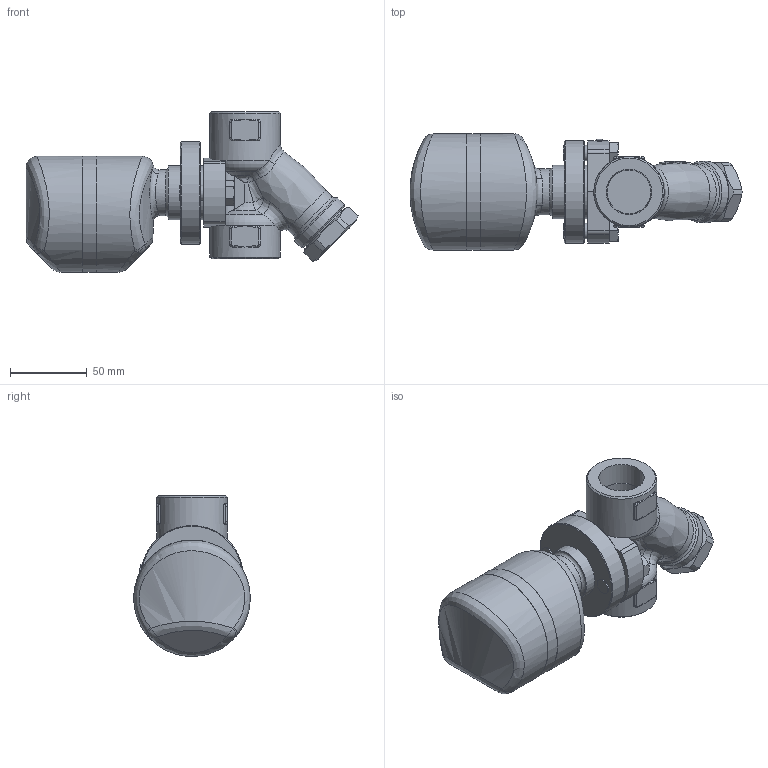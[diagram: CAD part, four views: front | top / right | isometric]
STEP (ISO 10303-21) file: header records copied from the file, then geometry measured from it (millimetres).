
FILE_DESCRIPTION((''),'2;1');
FILE_NAME('fs300-025-screw-00.stp','2010-05-14T13:04:14',('nakaot'),(''),'Autodesk Inventor 2008','Autodesk Inventor 2008','');
FILE_SCHEMA(('AUTOMOTIVE_DESIGN { 1 0 10303 214 1 1 1 1 }'));
Length unit declared in the file: millimetre
Products named in the file (1): fs300-025-screw-00
Bounding box: 216.78 x 76 x 105 mm (x, y, z)
Volume: 603047.9 mm3; surface area: 76165.5 mm2
Topology: 1 solids, 2 shells, 303 faces, 727 edges, 436 vertices
Faces by surface type: bspline 120, cylinder 87, plane 71, cone 18, torus 7
Full cylindrical faces by diameter (mm): 10 x2, 10.5 x1, 30 x1, 32 x1, 33 x1, 35 x3, 36 x1, 40 x1, 46 x2, 60 x2, 67 x1, 76 x2
Entity records: 16227 total; most frequent: CARTESIAN_POINT 10090, ORIENTED_EDGE 1324, DIRECTION 1100, EDGE_CURVE 662, AXIS2_PLACEMENT_3D 457, VERTEX_POINT 427, EDGE_LOOP 373, FACE_OUTER_BOUND 303
